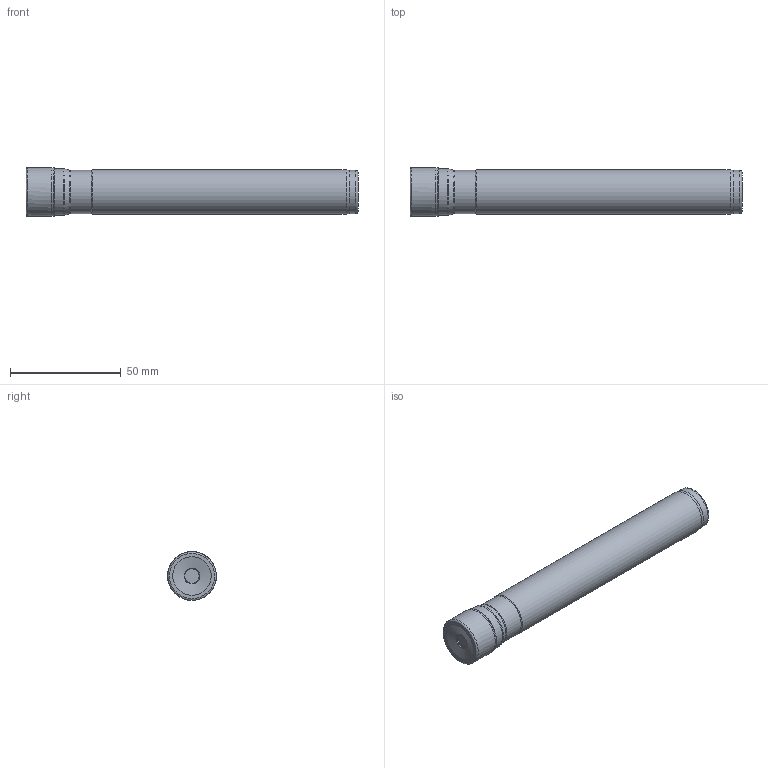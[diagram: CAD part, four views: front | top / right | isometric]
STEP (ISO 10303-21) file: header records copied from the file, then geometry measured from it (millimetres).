
FILE_DESCRIPTION(/* description */ (''),/* implementation_level */ '2;1');
FILE_NAME(/* name */ 'AEM90-XO12-D22-W20-L150-Z02.stp',/* time_stamp */ '2023-10-27T14:50:16+03:00',/* author */ (''),/* organization */ (''),/* preprocessor_version */ 'ST-DEVELOPER v19.4',/* originating_system */ 'SIEMENS PLM Software NX2306.3001',/* authorisation */ '');
FILE_SCHEMA (('AUTOMOTIVE_DESIGN { 1 0 10303 214 3 1 1 1 }'));
Length unit declared in the file: millimetre
Products named in the file (1): AEM90-XO12-D22-W20-L150-Z02
Bounding box: 149.99 x 22.03 x 22.03 mm (x, y, z)
Volume: 51335.5 mm3; surface area: 11746.1 mm2
Topology: 2 solids, 2 shells, 31 faces, 72 edges, 44 vertices
Faces by surface type: revolution 14, cone 5, torus 5, cylinder 4, plane 3
Full cylindrical faces by diameter (mm): 19.5 x2, 20 x1, 21 x1
Entity records: 817 total; most frequent: DIRECTION 124, CARTESIAN_POINT 120, EDGE_LOOP 60, ORIENTED_EDGE 60, FACE_BOUND 58, AXIS2_PLACEMENT_3D 52, ADVANCED_FACE 31, VERTEX_POINT 30
